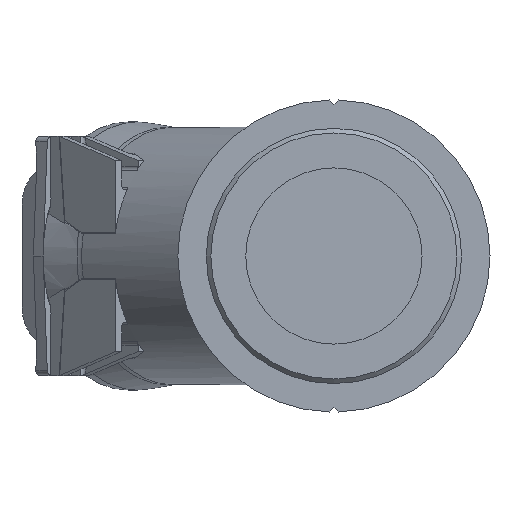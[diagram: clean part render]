
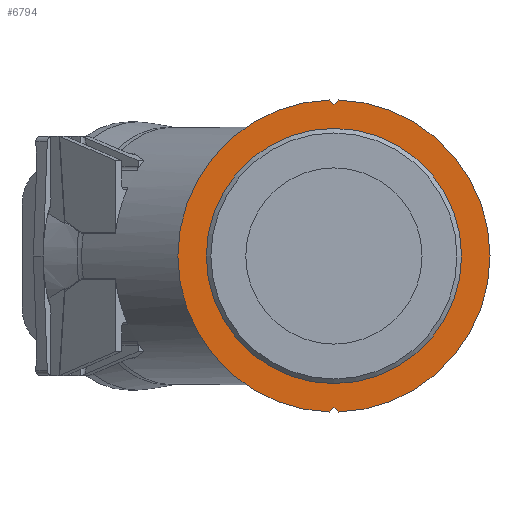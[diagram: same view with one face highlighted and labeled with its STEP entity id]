
A CAD part, left-side view. The second image highlights one B-rep face of the part: STEP entity #6794.
In plain terms, the highlighted planar face has unit normal (-1, 0, 0).
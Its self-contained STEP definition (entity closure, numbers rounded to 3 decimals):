
#697 = AXIS2_PLACEMENT_3D ( 'NONE', #2126, #2127, #2128 ) ;
#698 = AXIS2_PLACEMENT_3D ( 'NONE', #2134, #2135, #2136 ) ;
#707 = AXIS2_PLACEMENT_3D ( 'NONE', #2214, #2215, #2216 ) ;
#775 = AXIS2_PLACEMENT_3D ( 'NONE', #2964, #2969, #2970 ) ;
#2126 = CARTESIAN_POINT ( 'NONE',  ( -105., 0., 0. ) ) ;
#2127 = DIRECTION ( 'NONE',  ( 1., 0., 0. ) ) ;
#2128 = DIRECTION ( 'NONE',  ( 0., 1., 0. ) ) ;
#2134 = CARTESIAN_POINT ( 'NONE',  ( -105., 0., 0. ) ) ;
#2135 = DIRECTION ( 'NONE',  ( 1., 0., 0. ) ) ;
#2136 = DIRECTION ( 'NONE',  ( 0., 1., 0. ) ) ;
#2172 = CARTESIAN_POINT ( 'NONE',  ( -105., 13., 152. ) ) ;
#2183 = DIRECTION ( 'NONE',  ( 0., 0.707, -0.707 ) ) ;
#2191 = CARTESIAN_POINT ( 'NONE',  ( -105., -152., -13. ) ) ;
#2192 = DIRECTION ( 'NONE',  ( 0., 0.707, -0.707 ) ) ;
#2201 = CARTESIAN_POINT ( 'NONE',  ( -105., 13., -152. ) ) ;
#2202 = DIRECTION ( 'NONE',  ( 0., 0.707, 0.707 ) ) ;
#2214 = CARTESIAN_POINT ( 'NONE',  ( -105., 0., 0. ) ) ;
#2215 = DIRECTION ( 'NONE',  ( 1., 0., 0. ) ) ;
#2216 = DIRECTION ( 'NONE',  ( 0., 1., 0. ) ) ;
#2227 = DIRECTION ( 'NONE',  ( 0., 0.707, 0.707 ) ) ;
#2232 = CARTESIAN_POINT ( 'NONE',  ( -105., -152., 13. ) ) ;
#2964 = CARTESIAN_POINT ( 'NONE',  ( -105., -139., 0. ) ) ;
#2967 = PLANE ( 'NONE',  #775 ) ;
#2969 = DIRECTION ( 'NONE',  ( -1., 0., 0. ) ) ;
#2970 = DIRECTION ( 'NONE',  ( 0., -1., 0. ) ) ;
#2999 = CARTESIAN_POINT ( 'NONE',  ( -105., -4.929, 169.929 ) ) ;
#3005 = CARTESIAN_POINT ( 'NONE',  ( -105., 4.929, -169.929 ) ) ;
#3006 = CARTESIAN_POINT ( 'NONE',  ( -105., 0., -165. ) ) ;
#3007 = CARTESIAN_POINT ( 'NONE',  ( -105., 4.929, 169.929 ) ) ;
#3050 = CARTESIAN_POINT ( 'NONE',  ( -105., -4.929, -169.929 ) ) ;
#3061 = CIRCLE ( 'NONE', #697, 170. ) ;
#3065 = CIRCLE ( 'NONE', #698, 139. ) ;
#3076 = LINE ( 'NONE', #2172, #3079 ) ;
#3079 = VECTOR ( 'NONE', #2183, 1000. ) ;
#3084 = LINE ( 'NONE', #2191, #3087 ) ;
#3087 = VECTOR ( 'NONE', #2192, 1000. ) ;
#3090 = LINE ( 'NONE', #2201, #3093 ) ;
#3093 = VECTOR ( 'NONE', #2202, 1000. ) ;
#3100 = CIRCLE ( 'NONE', #707, 170. ) ;
#3101 = LINE ( 'NONE', #2232, #3113 ) ;
#3113 = VECTOR ( 'NONE', #2227, 1000. ) ;
#3247 = FACE_OUTER_BOUND ( 'NONE', #4023, .T. ) ;
#3250 = FACE_BOUND ( 'NONE', #4014, .T. ) ;
#3432 = VERTEX_POINT ( 'NONE', #10913 ) ;
#4014 = EDGE_LOOP ( 'NONE', ( #8681 ) ) ;
#4023 = EDGE_LOOP ( 'NONE', ( #8682, #8683, #8684, #8685, #8686, #8687 ) ) ;
#4400 = VERTEX_POINT ( 'NONE', #11866 ) ;
#5060 = EDGE_CURVE ( 'NONE', #6901, #7251, #3061, .T. ) ;
#5064 = EDGE_CURVE ( 'NONE', #3432, #3432, #3065, .T. ) ;
#5075 = EDGE_CURVE ( 'NONE', #6901, #4400, #3076, .T. ) ;
#5080 = EDGE_CURVE ( 'NONE', #6900, #6899, #3084, .T. ) ;
#5084 = EDGE_CURVE ( 'NONE', #7251, #6900, #3090, .T. ) ;
#5089 = EDGE_CURVE ( 'NONE', #6899, #7047, #3100, .T. ) ;
#5097 = EDGE_CURVE ( 'NONE', #4400, #7047, #3101, .T. ) ;
#6794 = ADVANCED_FACE ( 'NONE', ( #3250, #3247 ), #2967, .T. ) ;
#6899 = VERTEX_POINT ( 'NONE', #3005 ) ;
#6900 = VERTEX_POINT ( 'NONE', #3006 ) ;
#6901 = VERTEX_POINT ( 'NONE', #2999 ) ;
#7047 = VERTEX_POINT ( 'NONE', #3007 ) ;
#7251 = VERTEX_POINT ( 'NONE', #3050 ) ;
#8681 = ORIENTED_EDGE ( 'NONE', *, *, #5064, .T. ) ;
#8682 = ORIENTED_EDGE ( 'NONE', *, *, #5084, .F. ) ;
#8683 = ORIENTED_EDGE ( 'NONE', *, *, #5060, .F. ) ;
#8684 = ORIENTED_EDGE ( 'NONE', *, *, #5075, .T. ) ;
#8685 = ORIENTED_EDGE ( 'NONE', *, *, #5097, .T. ) ;
#8686 = ORIENTED_EDGE ( 'NONE', *, *, #5089, .F. ) ;
#8687 = ORIENTED_EDGE ( 'NONE', *, *, #5080, .F. ) ;
#10913 = CARTESIAN_POINT ( 'NONE',  ( -105., 139., 0. ) ) ;
#11866 = CARTESIAN_POINT ( 'NONE',  ( -105., 0., 165. ) ) ;
